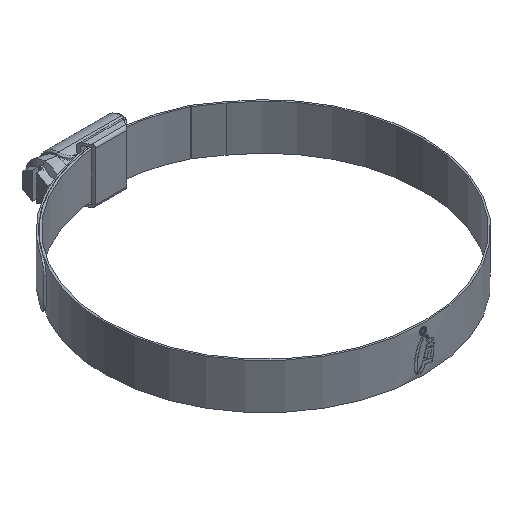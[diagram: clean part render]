
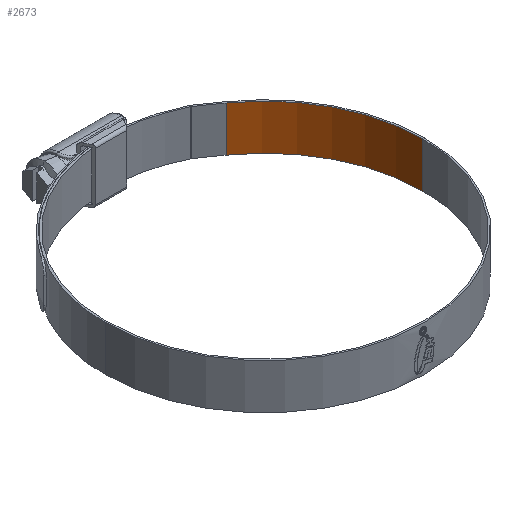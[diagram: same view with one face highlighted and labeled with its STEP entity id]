
A CAD part, isometric view. The second image highlights one B-rep face of the part: STEP entity #2673.
In plain terms, the highlighted cylindrical face has radius 50 mm (diameter 100 mm), a partial arc.
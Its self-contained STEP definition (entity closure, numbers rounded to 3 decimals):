
#355 = DIRECTION ( 'NONE',  ( -1., 0., 0. ) ) ;
#399 = VERTEX_POINT ( 'NONE', #6343 ) ;
#491 = LINE ( 'NONE', #7525, #2404 ) ;
#493 = LINE ( 'NONE', #4125, #3903 ) ;
#968 = ORIENTED_EDGE ( 'NONE', *, *, #5586, .T. ) ;
#1026 = VERTEX_POINT ( 'NONE', #3469 ) ;
#1108 = VERTEX_POINT ( 'NONE', #4697 ) ;
#1214 = ORIENTED_EDGE ( 'NONE', *, *, #3760, .T. ) ;
#1807 = DIRECTION ( 'NONE',  ( 1., 0., 0. ) ) ;
#2404 = VECTOR ( 'NONE', #6347, 1000. ) ;
#2673 = ADVANCED_FACE ( 'NONE', ( #6261 ), #6156, .F. ) ;
#2674 = AXIS2_PLACEMENT_3D ( 'NONE', #5953, #7104, #1807 ) ;
#3058 = CIRCLE ( 'NONE', #2674, 50. ) ;
#3092 = CARTESIAN_POINT ( 'NONE',  ( 0., 0., -7.135 ) ) ;
#3318 = CARTESIAN_POINT ( 'NONE',  ( 0., 0., 7.135 ) ) ;
#3396 = DIRECTION ( 'NONE',  ( 1., 0., 0. ) ) ;
#3408 = CIRCLE ( 'NONE', #3546, 50. ) ;
#3469 = CARTESIAN_POINT ( 'NONE',  ( 50., 0., 7.135 ) ) ;
#3546 = AXIS2_PLACEMENT_3D ( 'NONE', #3092, #6414, #3396 ) ;
#3760 = EDGE_CURVE ( 'NONE', #5459, #399, #493, .T. ) ;
#3903 = VECTOR ( 'NONE', #5897, 1000. ) ;
#4125 = CARTESIAN_POINT ( 'NONE',  ( 28.679, 40.958, 7.135 ) ) ;
#4697 = CARTESIAN_POINT ( 'NONE',  ( 50., 0., -7.135 ) ) ;
#4920 = EDGE_CURVE ( 'NONE', #1108, #399, #3408, .T. ) ;
#4938 = CARTESIAN_POINT ( 'NONE',  ( 28.679, 40.958, 7.135 ) ) ;
#4990 = AXIS2_PLACEMENT_3D ( 'NONE', #3318, #5668, #355 ) ;
#5459 = VERTEX_POINT ( 'NONE', #4938 ) ;
#5586 = EDGE_CURVE ( 'NONE', #1026, #5459, #3058, .T. ) ;
#5668 = DIRECTION ( 'NONE',  ( 0., 0., -1. ) ) ;
#5897 = DIRECTION ( 'NONE',  ( 0., 0., -1. ) ) ;
#5953 = CARTESIAN_POINT ( 'NONE',  ( 0., 0., 7.135 ) ) ;
#6156 = CYLINDRICAL_SURFACE ( 'NONE', #4990, 50. ) ;
#6261 = FACE_OUTER_BOUND ( 'NONE', #6766, .T. ) ;
#6296 = ORIENTED_EDGE ( 'NONE', *, *, #7643, .F. ) ;
#6343 = CARTESIAN_POINT ( 'NONE',  ( 28.679, 40.958, -7.135 ) ) ;
#6347 = DIRECTION ( 'NONE',  ( 0., 0., -1. ) ) ;
#6414 = DIRECTION ( 'NONE',  ( 0., 0., 1. ) ) ;
#6766 = EDGE_LOOP ( 'NONE', ( #6296, #968, #1214, #7229 ) ) ;
#7104 = DIRECTION ( 'NONE',  ( 0., 0., 1. ) ) ;
#7229 = ORIENTED_EDGE ( 'NONE', *, *, #4920, .F. ) ;
#7525 = CARTESIAN_POINT ( 'NONE',  ( 50., 0., 7.135 ) ) ;
#7643 = EDGE_CURVE ( 'NONE', #1026, #1108, #491, .T. ) ;
